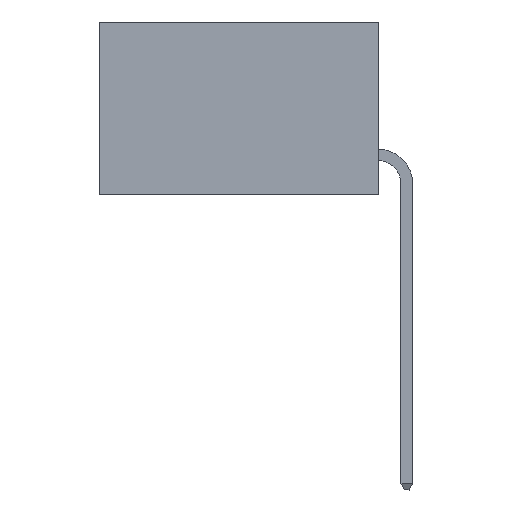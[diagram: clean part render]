
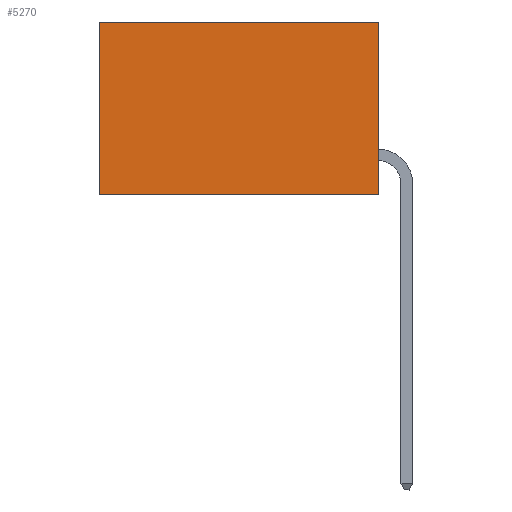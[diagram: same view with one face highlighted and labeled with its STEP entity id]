
A CAD part, left-side view. The second image highlights one B-rep face of the part: STEP entity #5270.
In plain terms, the highlighted planar face has unit normal (-1, 0, 0).
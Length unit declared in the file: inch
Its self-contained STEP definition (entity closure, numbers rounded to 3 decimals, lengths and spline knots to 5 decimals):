
#220 = ORIENTED_EDGE ( 'NONE', *, *, #819, .F. ) ;
#428 = VERTEX_POINT ( 'NONE', #4725 ) ;
#819 = EDGE_CURVE ( 'NONE', #1682, #4152, #3664, .T. ) ;
#1331 = VECTOR ( 'NONE', #8257, 39.37008 ) ;
#1377 = CARTESIAN_POINT ( 'NONE',  ( 0.298, 0., 0. ) ) ;
#1402 = EDGE_CURVE ( 'NONE', #428, #4152, #5981, .T. ) ;
#1682 = VERTEX_POINT ( 'NONE', #10553 ) ;
#1746 = AXIS2_PLACEMENT_3D ( 'NONE', #1845, #4372, #2693 ) ;
#1845 = CARTESIAN_POINT ( 'NONE',  ( 0.298, 0., 0. ) ) ;
#1950 = LINE ( 'NONE', #8218, #3886 ) ;
#2338 = DIRECTION ( 'NONE',  ( 0., 1., 0. ) ) ;
#2646 = CARTESIAN_POINT ( 'NONE',  ( 0.298, 0.6, -0.37 ) ) ;
#2693 = DIRECTION ( 'NONE',  ( 0., 0., -1. ) ) ;
#2751 = VECTOR ( 'NONE', #6414, 39.37008 ) ;
#3195 = VERTEX_POINT ( 'NONE', #1377 ) ;
#3455 = ORIENTED_EDGE ( 'NONE', *, *, #1402, .T. ) ;
#3664 = LINE ( 'NONE', #3957, #5228 ) ;
#3886 = VECTOR ( 'NONE', #5655, 39.37008 ) ;
#3957 = CARTESIAN_POINT ( 'NONE',  ( 0.298, 0., -0.37 ) ) ;
#4152 = VERTEX_POINT ( 'NONE', #2646 ) ;
#4271 = CARTESIAN_POINT ( 'NONE',  ( 0.298, 0., 0. ) ) ;
#4372 = DIRECTION ( 'NONE',  ( 1., 0., 0. ) ) ;
#4725 = CARTESIAN_POINT ( 'NONE',  ( 0.298, 0.6, 0. ) ) ;
#5228 = VECTOR ( 'NONE', #2338, 39.37008 ) ;
#5270 = ADVANCED_FACE ( 'NONE', ( #8232 ), #9219, .F. ) ;
#5655 = DIRECTION ( 'NONE',  ( 0., 1., 0. ) ) ;
#5981 = LINE ( 'NONE', #7093, #2751 ) ;
#6130 = EDGE_CURVE ( 'NONE', #3195, #1682, #9364, .T. ) ;
#6414 = DIRECTION ( 'NONE',  ( 0., 0., -1. ) ) ;
#6994 = EDGE_LOOP ( 'NONE', ( #3455, #220, #10710, #8263 ) ) ;
#7093 = CARTESIAN_POINT ( 'NONE',  ( 0.298, 0.6, 0. ) ) ;
#8010 = EDGE_CURVE ( 'NONE', #3195, #428, #1950, .T. ) ;
#8218 = CARTESIAN_POINT ( 'NONE',  ( 0.298, 0., 0. ) ) ;
#8232 = FACE_OUTER_BOUND ( 'NONE', #6994, .T. ) ;
#8257 = DIRECTION ( 'NONE',  ( 0., 0., -1. ) ) ;
#8263 = ORIENTED_EDGE ( 'NONE', *, *, #8010, .T. ) ;
#9219 = PLANE ( 'NONE',  #1746 ) ;
#9364 = LINE ( 'NONE', #4271, #1331 ) ;
#10553 = CARTESIAN_POINT ( 'NONE',  ( 0.298, 0., -0.37 ) ) ;
#10710 = ORIENTED_EDGE ( 'NONE', *, *, #6130, .F. ) ;
